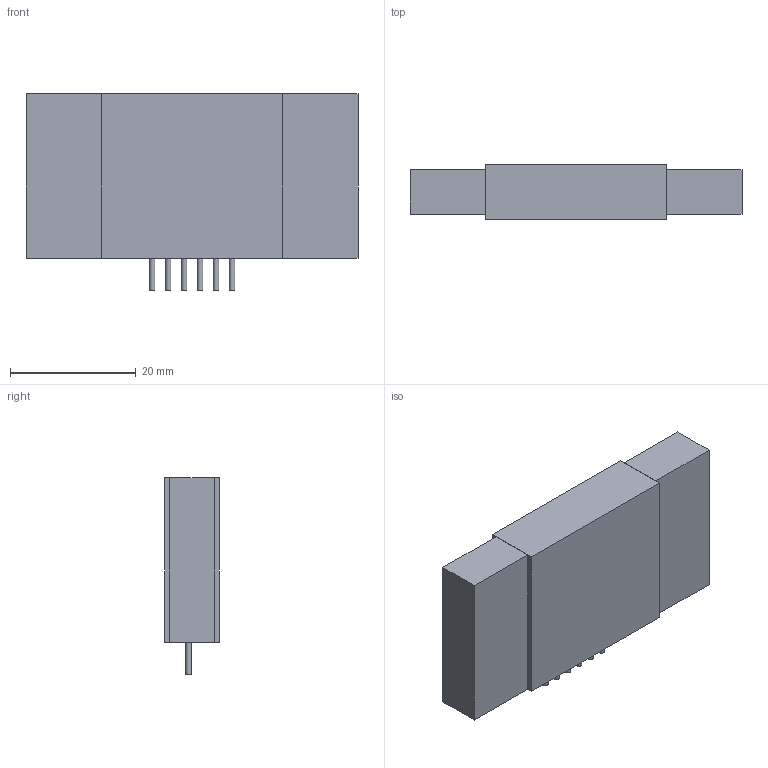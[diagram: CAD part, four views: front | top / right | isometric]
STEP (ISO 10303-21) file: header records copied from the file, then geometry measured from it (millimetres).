
FILE_DESCRIPTION(('FreeCAD Model'),'2;1');
FILE_NAME('11345223.1.2.stp','2020-04-12T13:44:30',( 'Author'),(''),'Open CASCADE STEP processor 6.9','FreeCAD','Unknown' );
FILE_SCHEMA(('AUTOMOTIVE_DESIGN { 1 0 10303 214 1 1 1 1 }'));
Length unit declared in the file: millimetre
Products named in the file (3): ASSEMBLY; Body; Leads
Assembly tree (7 placements, depth 2):
  ASSEMBLY
    Body
    Leads  x6
Bounding box: 52.8 x 8.7 x 31.27 mm (x, y, z)
Volume: 11134.7 mm3; surface area: 5372.4 mm2
Topology: 39 solids, 39 shells, 126 faces, 144 edges, 96 vertices
Faces by surface type: plane 90, cylinder 36
Full cylindrical faces by diameter (mm): 0.905 x36
Entity records: 1647 total; most frequent: DIRECTION 262, CARTESIAN_POINT 242, LINE 138, VECTOR 138, ORIENTED_EDGE 108, PCURVE 108, DEFINITIONAL_REPRESENTATION 108, AXIS2_PLACEMENT_3D 56
